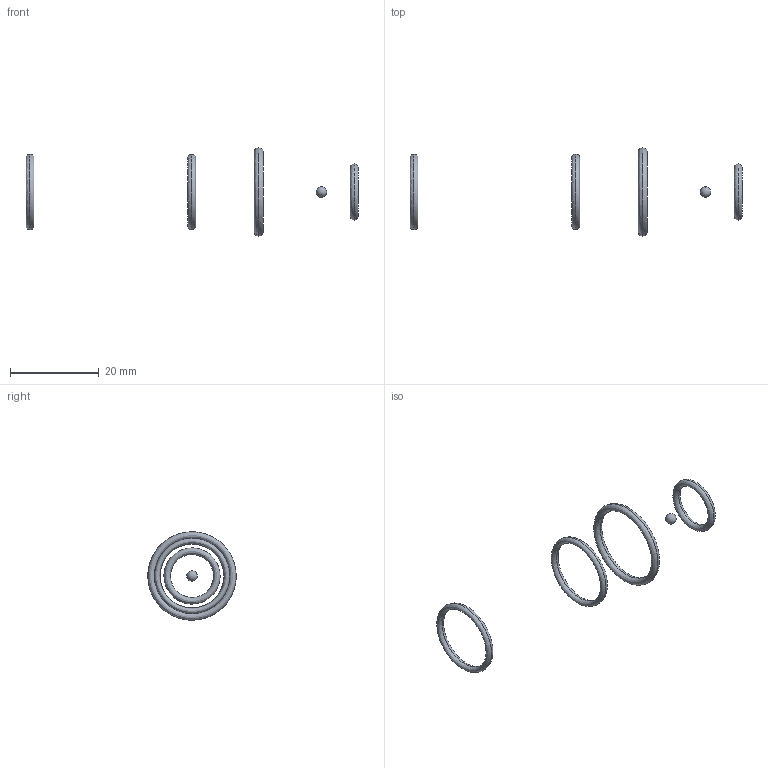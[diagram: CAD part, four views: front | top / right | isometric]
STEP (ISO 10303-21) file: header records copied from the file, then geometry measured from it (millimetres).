
FILE_DESCRIPTION(/* description */ ('Unknown'),/* implementation_level */ '2;1');
FILE_NAME(/* name */ 'CC.050550-001',/* time_stamp */ '2023-07-26T13:27:47+02:00',/* author */ ('Unknown'),/* organization */ ('Unknown'),/* preprocessor_version */ 'ST-DEVELOPER v18.102',/* originating_system */ 'Solid Edge',/* authorisation */ 'Unknown');
FILE_SCHEMA (('AUTOMOTIVE_DESIGN {1 0 10303 214 3 1 1}'));
Length unit declared in the file: millimetre
Products named in the file (2): 16-02-2023_005.541; 005-541-000_Shrinkwrap_1
Assembly tree (1 placements, depth 2):
  16-02-2023_005.541
    005-541-000_Shrinkwrap_1
Bounding box: 74.88 x 20 x 20 mm (x, y, z)
Volume: 405.2 mm3; surface area: 1007.5 mm2
Topology: 5 solids, 5 shells, 9 faces, 19 edges, 10 vertices
Faces by surface type: bspline 8, sphere 1
Entity records: 642 total; most frequent: CARTESIAN_POINT 390, DIRECTION 40, ORIENTED_EDGE 34, AXIS2_PLACEMENT_3D 20, EDGE_CURVE 17, VERTEX_POINT 10, CIRCLE 9, EDGE_LOOP 9
